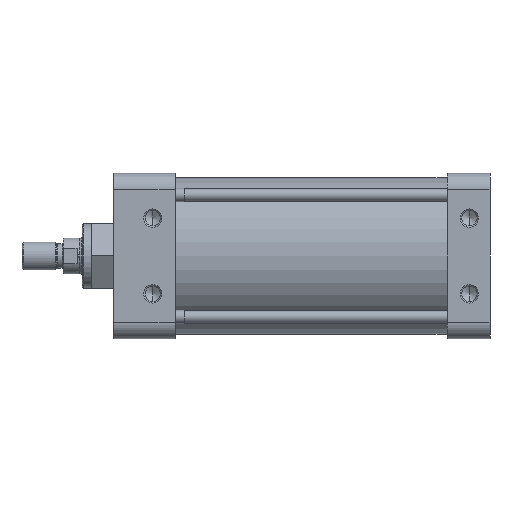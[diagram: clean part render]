
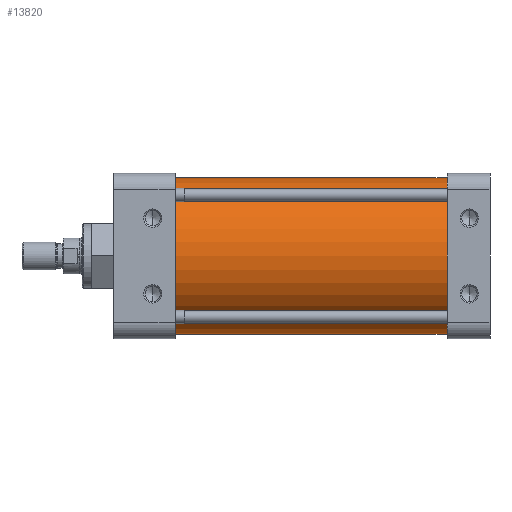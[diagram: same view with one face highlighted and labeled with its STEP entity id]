
A CAD part, front view. The second image highlights one B-rep face of the part: STEP entity #13820.
In plain terms, the highlighted cylindrical face has radius 53.975 mm (diameter 107.95 mm), a partial arc.
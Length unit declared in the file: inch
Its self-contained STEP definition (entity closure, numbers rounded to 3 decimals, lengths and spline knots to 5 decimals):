
#561 = CARTESIAN_POINT ( 'NONE',  ( 1.67, 0., 2.125 ) ) ;
#1157 = CARTESIAN_POINT ( 'NONE',  ( 9.076, 0., 2.125 ) ) ;
#1843 = EDGE_CURVE ( 'NONE', #8899, #7389, #13029, .T. ) ;
#2634 = EDGE_CURVE ( 'NONE', #11879, #2946, #3412, .T. ) ;
#2946 = VERTEX_POINT ( 'NONE', #11104 ) ;
#3367 = FACE_OUTER_BOUND ( 'NONE', #9637, .T. ) ;
#3412 = CIRCLE ( 'NONE', #10206, 2.125 ) ;
#3475 = ORIENTED_EDGE ( 'NONE', *, *, #10227, .F. ) ;
#3524 = DIRECTION ( 'NONE',  ( 1., 0., 0. ) ) ;
#4371 = LINE ( 'NONE', #11658, #10367 ) ;
#4506 = DIRECTION ( 'NONE',  ( -1., 0., 0. ) ) ;
#4607 = CYLINDRICAL_SURFACE ( 'NONE', #12879, 2.125 ) ;
#4845 = DIRECTION ( 'NONE',  ( 1., 0., 0. ) ) ;
#5253 = CARTESIAN_POINT ( 'NONE',  ( 9.076, 0., 0. ) ) ;
#5928 = ORIENTED_EDGE ( 'NONE', *, *, #8189, .T. ) ;
#7389 = VERTEX_POINT ( 'NONE', #14324 ) ;
#7490 = DIRECTION ( 'NONE',  ( 1., 0., 0. ) ) ;
#8189 = EDGE_CURVE ( 'NONE', #7389, #11879, #4371, .T. ) ;
#8197 = VECTOR ( 'NONE', #3524, 39.37008 ) ;
#8532 = CARTESIAN_POINT ( 'NONE',  ( 9.076, 0., -2.125 ) ) ;
#8899 = VERTEX_POINT ( 'NONE', #561 ) ;
#9139 = ORIENTED_EDGE ( 'NONE', *, *, #1843, .T. ) ;
#9637 = EDGE_LOOP ( 'NONE', ( #3475, #9139, #5928, #10308 ) ) ;
#10182 = DIRECTION ( 'NONE',  ( 0., 0., -1. ) ) ;
#10206 = AXIS2_PLACEMENT_3D ( 'NONE', #11266, #4506, #12391 ) ;
#10227 = EDGE_CURVE ( 'NONE', #8899, #2946, #13791, .T. ) ;
#10308 = ORIENTED_EDGE ( 'NONE', *, *, #2634, .T. ) ;
#10367 = VECTOR ( 'NONE', #4845, 39.37008 ) ;
#10927 = AXIS2_PLACEMENT_3D ( 'NONE', #11110, #11267, #10182 ) ;
#11104 = CARTESIAN_POINT ( 'NONE',  ( 9.076, 0., 2.125 ) ) ;
#11110 = CARTESIAN_POINT ( 'NONE',  ( 1.67, 0., 0. ) ) ;
#11266 = CARTESIAN_POINT ( 'NONE',  ( 9.076, 0., 0. ) ) ;
#11267 = DIRECTION ( 'NONE',  ( 1., 0., 0. ) ) ;
#11658 = CARTESIAN_POINT ( 'NONE',  ( 9.076, 0., -2.125 ) ) ;
#11879 = VERTEX_POINT ( 'NONE', #8532 ) ;
#12391 = DIRECTION ( 'NONE',  ( 0., 0., -1. ) ) ;
#12879 = AXIS2_PLACEMENT_3D ( 'NONE', #5253, #7490, #13113 ) ;
#13029 = CIRCLE ( 'NONE', #10927, 2.125 ) ;
#13113 = DIRECTION ( 'NONE',  ( 0., 0., -1. ) ) ;
#13791 = LINE ( 'NONE', #1157, #8197 ) ;
#13820 = ADVANCED_FACE ( 'NONE', ( #3367 ), #4607, .T. ) ;
#14324 = CARTESIAN_POINT ( 'NONE',  ( 1.67, 0., -2.125 ) ) ;
